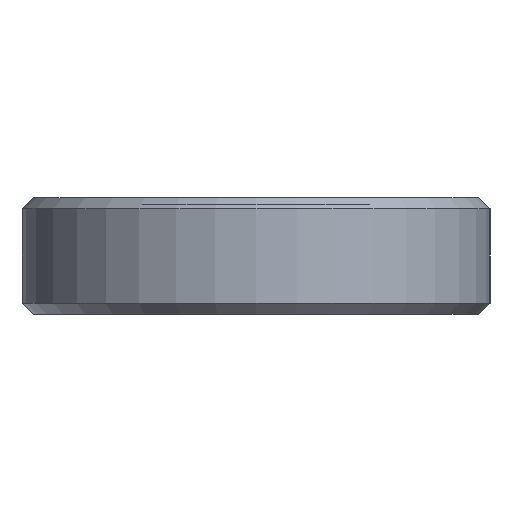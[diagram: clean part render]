
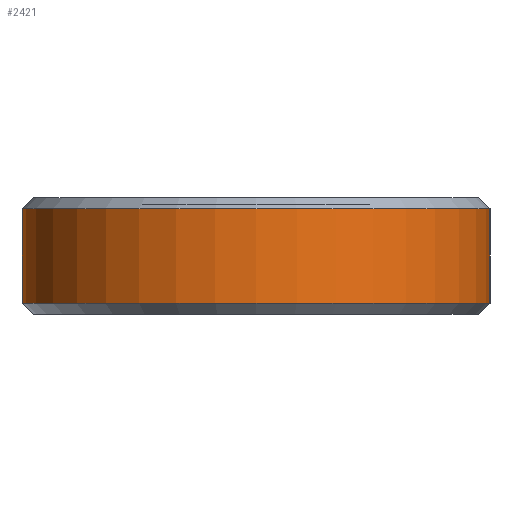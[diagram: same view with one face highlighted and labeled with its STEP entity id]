
A CAD part, left-side view. The second image highlights one B-rep face of the part: STEP entity #2421.
In plain terms, the highlighted cylindrical face has radius 6.25 mm (diameter 12.5 mm), a partial arc.
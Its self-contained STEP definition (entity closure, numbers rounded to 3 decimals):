
#45 = CONICAL_SURFACE('',#46,6.25,0.785);
#46 = AXIS2_PLACEMENT_3D('',#47,#48,#49);
#47 = CARTESIAN_POINT('',(0.,0.,0.3));
#48 = DIRECTION('',(0.,0.,1.));
#49 = DIRECTION('',(0.,1.,0.));
#888 = VERTEX_POINT('',#889);
#889 = CARTESIAN_POINT('',(0.,6.25,0.3));
#912 = VERTEX_POINT('',#913);
#913 = CARTESIAN_POINT('',(0.,-6.25,0.3));
#934 = EDGE_CURVE('',#888,#912,#935,.T.);
#935 = SURFACE_CURVE('',#936,(#941,#948),.PCURVE_S1.);
#936 = CIRCLE('',#937,6.25);
#937 = AXIS2_PLACEMENT_3D('',#938,#939,#940);
#938 = CARTESIAN_POINT('',(0.,0.,0.3));
#939 = DIRECTION('',(0.,0.,1.));
#940 = DIRECTION('',(0.,1.,0.));
#941 = PCURVE('',#45,#942);
#942 = DEFINITIONAL_REPRESENTATION('',(#943),#947);
#943 = LINE('',#944,#945);
#944 = CARTESIAN_POINT('',(0.,0.));
#945 = VECTOR('',#946,1.);
#946 = DIRECTION('',(1.,0.));
#947 = ( GEOMETRIC_REPRESENTATION_CONTEXT(2) 
PARAMETRIC_REPRESENTATION_CONTEXT() REPRESENTATION_CONTEXT('2D SPACE',''
  ) );
#948 = PCURVE('',#949,#954);
#949 = CYLINDRICAL_SURFACE('',#950,6.25);
#950 = AXIS2_PLACEMENT_3D('',#951,#952,#953);
#951 = CARTESIAN_POINT('',(0.,0.,0.));
#952 = DIRECTION('',(-0.,-0.,-1.));
#953 = DIRECTION('',(1.,0.,0.));
#954 = DEFINITIONAL_REPRESENTATION('',(#955),#959);
#955 = LINE('',#956,#957);
#956 = CARTESIAN_POINT('',(-1.571,-0.3));
#957 = VECTOR('',#958,1.);
#958 = DIRECTION('',(-1.,0.));
#959 = ( GEOMETRIC_REPRESENTATION_CONTEXT(2) 
PARAMETRIC_REPRESENTATION_CONTEXT() REPRESENTATION_CONTEXT('2D SPACE',''
  ) );
#1003 = PLANE('',#1004);
#1004 = AXIS2_PLACEMENT_3D('',#1005,#1006,#1007);
#1005 = CARTESIAN_POINT('',(0.,6.25,0.));
#1006 = DIRECTION('',(0.,1.,0.));
#1007 = DIRECTION('',(1.,0.,0.));
#1057 = PLANE('',#1058);
#1058 = AXIS2_PLACEMENT_3D('',#1059,#1060,#1061);
#1059 = CARTESIAN_POINT('',(0.,-6.25,0.));
#1060 = DIRECTION('',(0.,1.,0.));
#1061 = DIRECTION('',(1.,0.,0.));
#2421 = ADVANCED_FACE('',(#2422),#949,.T.);
#2422 = FACE_BOUND('',#2423,.F.);
#2423 = EDGE_LOOP('',(#2424,#2447,#2476,#2497));
#2424 = ORIENTED_EDGE('',*,*,#2425,.T.);
#2425 = EDGE_CURVE('',#888,#2426,#2428,.T.);
#2426 = VERTEX_POINT('',#2427);
#2427 = CARTESIAN_POINT('',(0.,6.25,2.825));
#2428 = SURFACE_CURVE('',#2429,(#2433,#2440),.PCURVE_S1.);
#2429 = LINE('',#2430,#2431);
#2430 = CARTESIAN_POINT('',(0.,6.25,0.));
#2431 = VECTOR('',#2432,1.);
#2432 = DIRECTION('',(0.,0.,1.));
#2433 = PCURVE('',#949,#2434);
#2434 = DEFINITIONAL_REPRESENTATION('',(#2435),#2439);
#2435 = LINE('',#2436,#2437);
#2436 = CARTESIAN_POINT('',(-1.571,0.));
#2437 = VECTOR('',#2438,1.);
#2438 = DIRECTION('',(-0.,-1.));
#2439 = ( GEOMETRIC_REPRESENTATION_CONTEXT(2) 
PARAMETRIC_REPRESENTATION_CONTEXT() REPRESENTATION_CONTEXT('2D SPACE',''
  ) );
#2440 = PCURVE('',#1003,#2441);
#2441 = DEFINITIONAL_REPRESENTATION('',(#2442),#2446);
#2442 = LINE('',#2443,#2444);
#2443 = CARTESIAN_POINT('',(0.,0.));
#2444 = VECTOR('',#2445,1.);
#2445 = DIRECTION('',(0.,-1.));
#2446 = ( GEOMETRIC_REPRESENTATION_CONTEXT(2) 
PARAMETRIC_REPRESENTATION_CONTEXT() REPRESENTATION_CONTEXT('2D SPACE',''
  ) );
#2447 = ORIENTED_EDGE('',*,*,#2448,.T.);
#2448 = EDGE_CURVE('',#2426,#2449,#2451,.T.);
#2449 = VERTEX_POINT('',#2450);
#2450 = CARTESIAN_POINT('',(0.,-6.25,2.825));
#2451 = SURFACE_CURVE('',#2452,(#2457,#2464),.PCURVE_S1.);
#2452 = CIRCLE('',#2453,6.25);
#2453 = AXIS2_PLACEMENT_3D('',#2454,#2455,#2456);
#2454 = CARTESIAN_POINT('',(0.,0.,2.825));
#2455 = DIRECTION('',(0.,0.,1.));
#2456 = DIRECTION('',(0.,1.,0.));
#2457 = PCURVE('',#949,#2458);
#2458 = DEFINITIONAL_REPRESENTATION('',(#2459),#2463);
#2459 = LINE('',#2460,#2461);
#2460 = CARTESIAN_POINT('',(-1.571,-2.825));
#2461 = VECTOR('',#2462,1.);
#2462 = DIRECTION('',(-1.,0.));
#2463 = ( GEOMETRIC_REPRESENTATION_CONTEXT(2) 
PARAMETRIC_REPRESENTATION_CONTEXT() REPRESENTATION_CONTEXT('2D SPACE',''
  ) );
#2464 = PCURVE('',#2465,#2470);
#2465 = CONICAL_SURFACE('',#2466,6.25,0.785);
#2466 = AXIS2_PLACEMENT_3D('',#2467,#2468,#2469);
#2467 = CARTESIAN_POINT('',(0.,0.,2.825));
#2468 = DIRECTION('',(-0.,-0.,-1.));
#2469 = DIRECTION('',(0.,1.,0.));
#2470 = DEFINITIONAL_REPRESENTATION('',(#2471),#2475);
#2471 = LINE('',#2472,#2473);
#2472 = CARTESIAN_POINT('',(-0.,-0.));
#2473 = VECTOR('',#2474,1.);
#2474 = DIRECTION('',(-1.,-0.));
#2475 = ( GEOMETRIC_REPRESENTATION_CONTEXT(2) 
PARAMETRIC_REPRESENTATION_CONTEXT() REPRESENTATION_CONTEXT('2D SPACE',''
  ) );
#2476 = ORIENTED_EDGE('',*,*,#2477,.F.);
#2477 = EDGE_CURVE('',#912,#2449,#2478,.T.);
#2478 = SURFACE_CURVE('',#2479,(#2483,#2490),.PCURVE_S1.);
#2479 = LINE('',#2480,#2481);
#2480 = CARTESIAN_POINT('',(0.,-6.25,0.));
#2481 = VECTOR('',#2482,1.);
#2482 = DIRECTION('',(0.,0.,1.));
#2483 = PCURVE('',#949,#2484);
#2484 = DEFINITIONAL_REPRESENTATION('',(#2485),#2489);
#2485 = LINE('',#2486,#2487);
#2486 = CARTESIAN_POINT('',(-4.712,0.));
#2487 = VECTOR('',#2488,1.);
#2488 = DIRECTION('',(-0.,-1.));
#2489 = ( GEOMETRIC_REPRESENTATION_CONTEXT(2) 
PARAMETRIC_REPRESENTATION_CONTEXT() REPRESENTATION_CONTEXT('2D SPACE',''
  ) );
#2490 = PCURVE('',#1057,#2491);
#2491 = DEFINITIONAL_REPRESENTATION('',(#2492),#2496);
#2492 = LINE('',#2493,#2494);
#2493 = CARTESIAN_POINT('',(0.,0.));
#2494 = VECTOR('',#2495,1.);
#2495 = DIRECTION('',(0.,-1.));
#2496 = ( GEOMETRIC_REPRESENTATION_CONTEXT(2) 
PARAMETRIC_REPRESENTATION_CONTEXT() REPRESENTATION_CONTEXT('2D SPACE',''
  ) );
#2497 = ORIENTED_EDGE('',*,*,#934,.F.);
